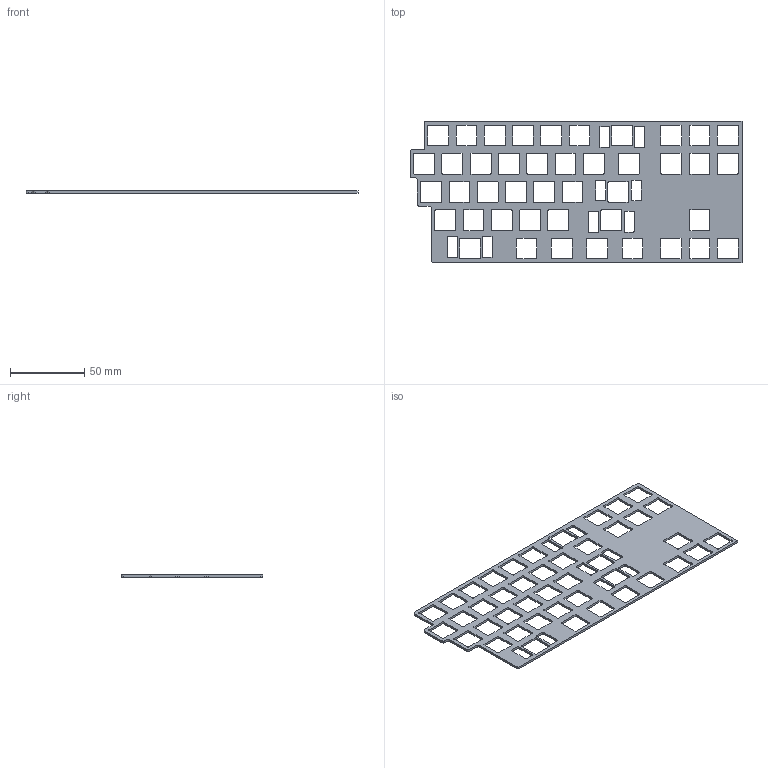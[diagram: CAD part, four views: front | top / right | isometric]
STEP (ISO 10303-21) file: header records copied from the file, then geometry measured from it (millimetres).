
FILE_DESCRIPTION(/* description */ (''),/* implementation_level */ '2;1');
FILE_NAME(/* name */ 'plate-right.step',/* time_stamp */ '2021-04-17T21:50:32-07:00',/* author */ (''),/* organization */ (''),/* preprocessor_version */ 'ST-DEVELOPER v18.1',/* originating_system */ 'Autodesk Translation Framework v10.6.0.1341',/* authorisation */ '');
FILE_SCHEMA (('AUTOMOTIVE_DESIGN { 1 0 10303 214 3 1 1 }'));
Length unit declared in the file: millimetre
Products named in the file (1): plate-right
Bounding box: 223.83 x 95.25 x 1.5 mm (x, y, z)
Volume: 16988.2 mm3; surface area: 27646.1 mm2
Topology: 1 solids, 1 shells, 427 faces, 1275 edges, 850 vertices
Faces by surface type: plane 216, cylinder 211
Entity records: 14708 total; most frequent: DIRECTION 2553, CARTESIAN_POINT 2553, ORIENTED_EDGE 2550, EDGE_CURVE 1275, LINE 853, VECTOR 853, VERTEX_POINT 850, AXIS2_PLACEMENT_3D 850
